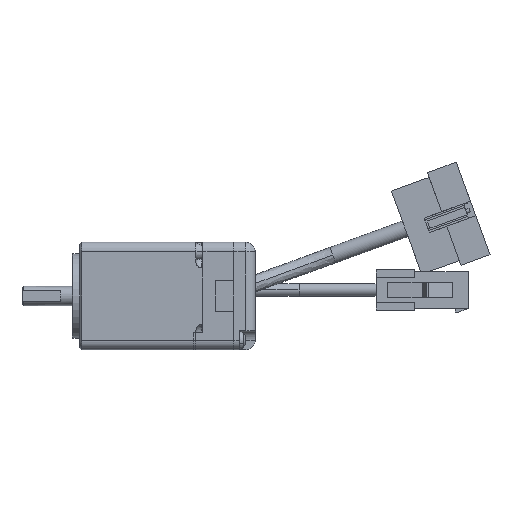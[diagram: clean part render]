
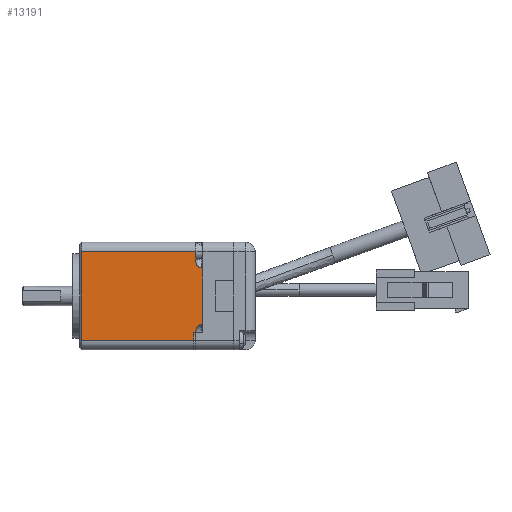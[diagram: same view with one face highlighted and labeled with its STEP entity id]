
A CAD part, front view. The second image highlights one B-rep face of the part: STEP entity #13191.
In plain terms, the highlighted face is planar.
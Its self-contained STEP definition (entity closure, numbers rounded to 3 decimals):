
#365 = ORIENTED_EDGE ( 'NONE', *, *, #13093, .F. ) ;
#1053 = ORIENTED_EDGE ( 'NONE', *, *, #5148, .T. ) ;
#1148 = VECTOR ( 'NONE', #15236, 1000. ) ;
#1237 = VECTOR ( 'NONE', #19203, 1000. ) ;
#1402 = EDGE_CURVE ( 'NONE', #14109, #2333, #15459, .T. ) ;
#1725 = LINE ( 'NONE', #12583, #9821 ) ;
#1791 = DIRECTION ( 'NONE',  ( -1., 0., 0. ) ) ;
#1911 = LINE ( 'NONE', #6339, #17229 ) ;
#2045 = CARTESIAN_POINT ( 'NONE',  ( 121.251, -64.651, 16.5 ) ) ;
#2158 = EDGE_LOOP ( 'NONE', ( #5241, #1053, #7250, #365, #19346, #16681, #6407, #3431, #12334, #16287 ) ) ;
#2178 = LINE ( 'NONE', #9609, #9805 ) ;
#2229 = CARTESIAN_POINT ( 'NONE',  ( 98.251, -64.651, 2.8 ) ) ;
#2333 = VERTEX_POINT ( 'NONE', #4561 ) ;
#2448 = AXIS2_PLACEMENT_3D ( 'NONE', #9827, #13051, #3895 ) ;
#2450 = LINE ( 'NONE', #4818, #4593 ) ;
#3090 = VERTEX_POINT ( 'NONE', #9024 ) ;
#3199 = VERTEX_POINT ( 'NONE', #15407 ) ;
#3244 = EDGE_CURVE ( 'NONE', #3787, #7007, #2450, .T. ) ;
#3431 = ORIENTED_EDGE ( 'NONE', *, *, #1402, .T. ) ;
#3437 = DIRECTION ( 'NONE',  ( 0., 0., -1. ) ) ;
#3508 = EDGE_CURVE ( 'NONE', #4791, #4928, #9380, .T. ) ;
#3705 = DIRECTION ( 'NONE',  ( 0., 1., 0. ) ) ;
#3787 = VERTEX_POINT ( 'NONE', #19183 ) ;
#3870 = CARTESIAN_POINT ( 'NONE',  ( 102.451, -64.651, 16.5 ) ) ;
#3895 = DIRECTION ( 'NONE',  ( -1., 0., 0. ) ) ;
#3939 = VERTEX_POINT ( 'NONE', #5715 ) ;
#4218 = CARTESIAN_POINT ( 'NONE',  ( 109.751, -64.651, 2.8 ) ) ;
#4348 = CARTESIAN_POINT ( 'NONE',  ( 102.451, -64.651, 1.3 ) ) ;
#4479 = LINE ( 'NONE', #4218, #12137 ) ;
#4561 = CARTESIAN_POINT ( 'NONE',  ( 121.251, -64.651, 2.8 ) ) ;
#4593 = VECTOR ( 'NONE', #14063, 1000. ) ;
#4600 = DIRECTION ( 'NONE',  ( 0., -1., 0. ) ) ;
#4791 = VERTEX_POINT ( 'NONE', #11629 ) ;
#4818 = CARTESIAN_POINT ( 'NONE',  ( 98.251, -64.651, 16.5 ) ) ;
#4928 = VERTEX_POINT ( 'NONE', #4348 ) ;
#4971 = FACE_OUTER_BOUND ( 'NONE', #2158, .T. ) ;
#5148 = EDGE_CURVE ( 'NONE', #15881, #4791, #1911, .T. ) ;
#5212 = LINE ( 'NONE', #15168, #1148 ) ;
#5241 = ORIENTED_EDGE ( 'NONE', *, *, #10902, .T. ) ;
#5715 = CARTESIAN_POINT ( 'NONE',  ( 117.151, -64.651, 1.3 ) ) ;
#6339 = CARTESIAN_POINT ( 'NONE',  ( 123.751, -64.651, 1. ) ) ;
#6407 = ORIENTED_EDGE ( 'NONE', *, *, #12831, .T. ) ;
#7007 = VERTEX_POINT ( 'NONE', #2229 ) ;
#7250 = ORIENTED_EDGE ( 'NONE', *, *, #3508, .T. ) ;
#8428 = PLANE ( 'NONE',  #2448 ) ;
#9024 = CARTESIAN_POINT ( 'NONE',  ( 100.951, -64.651, 2.8 ) ) ;
#9380 = LINE ( 'NONE', #3870, #1237 ) ;
#9609 = CARTESIAN_POINT ( 'NONE',  ( 98.699, -64.651, 2.8 ) ) ;
#9805 = VECTOR ( 'NONE', #11126, 1000. ) ;
#9821 = VECTOR ( 'NONE', #3437, 1000. ) ;
#9827 = CARTESIAN_POINT ( 'NONE',  ( 123.751, -64.651, 0. ) ) ;
#9959 = EDGE_CURVE ( 'NONE', #2333, #3199, #4479, .T. ) ;
#9969 = CIRCLE ( 'NONE', #13074, 1.5 ) ;
#10151 = CIRCLE ( 'NONE', #13608, 1.5 ) ;
#10902 = EDGE_CURVE ( 'NONE', #3939, #15881, #1725, .T. ) ;
#11126 = DIRECTION ( 'NONE',  ( 1., 0., 0. ) ) ;
#11178 = DIRECTION ( 'NONE',  ( 0., 0., -1. ) ) ;
#11348 = VECTOR ( 'NONE', #11178, 1000. ) ;
#11403 = EDGE_CURVE ( 'NONE', #7007, #3090, #2178, .T. ) ;
#11629 = CARTESIAN_POINT ( 'NONE',  ( 102.451, -64.651, 1. ) ) ;
#11879 = CARTESIAN_POINT ( 'NONE',  ( 121.251, -64.651, 32.5 ) ) ;
#12137 = VECTOR ( 'NONE', #14998, 1000. ) ;
#12334 = ORIENTED_EDGE ( 'NONE', *, *, #9959, .T. ) ;
#12583 = CARTESIAN_POINT ( 'NONE',  ( 117.151, -64.651, 16.5 ) ) ;
#12831 = EDGE_CURVE ( 'NONE', #3787, #14109, #5212, .T. ) ;
#12865 = CARTESIAN_POINT ( 'NONE',  ( 100.951, -64.651, 1.3 ) ) ;
#13051 = DIRECTION ( 'NONE',  ( 0., 1., 0. ) ) ;
#13074 = AXIS2_PLACEMENT_3D ( 'NONE', #12865, #3705, #14411 ) ;
#13093 = EDGE_CURVE ( 'NONE', #3090, #4928, #9969, .T. ) ;
#13191 = ADVANCED_FACE ( 'NONE', ( #4971 ), #8428, .T. ) ;
#13608 = AXIS2_PLACEMENT_3D ( 'NONE', #13790, #4600, #15326 ) ;
#13790 = CARTESIAN_POINT ( 'NONE',  ( 118.651, -64.651, 1.3 ) ) ;
#14063 = DIRECTION ( 'NONE',  ( 0., 0., -1. ) ) ;
#14109 = VERTEX_POINT ( 'NONE', #11879 ) ;
#14411 = DIRECTION ( 'NONE',  ( 0., 0., -1. ) ) ;
#14544 = CARTESIAN_POINT ( 'NONE',  ( 117.151, -64.651, 1. ) ) ;
#14998 = DIRECTION ( 'NONE',  ( -1., 0., 0. ) ) ;
#15168 = CARTESIAN_POINT ( 'NONE',  ( 109.751, -64.651, 32.5 ) ) ;
#15236 = DIRECTION ( 'NONE',  ( 1., 0., 0. ) ) ;
#15326 = DIRECTION ( 'NONE',  ( 0., 0., 1. ) ) ;
#15407 = CARTESIAN_POINT ( 'NONE',  ( 118.651, -64.651, 2.8 ) ) ;
#15459 = LINE ( 'NONE', #2045, #11348 ) ;
#15881 = VERTEX_POINT ( 'NONE', #14544 ) ;
#16287 = ORIENTED_EDGE ( 'NONE', *, *, #19744, .T. ) ;
#16681 = ORIENTED_EDGE ( 'NONE', *, *, #3244, .F. ) ;
#17229 = VECTOR ( 'NONE', #1791, 1000. ) ;
#19183 = CARTESIAN_POINT ( 'NONE',  ( 98.251, -64.651, 32.5 ) ) ;
#19203 = DIRECTION ( 'NONE',  ( 0., 0., 1. ) ) ;
#19346 = ORIENTED_EDGE ( 'NONE', *, *, #11403, .F. ) ;
#19744 = EDGE_CURVE ( 'NONE', #3199, #3939, #10151, .T. ) ;
